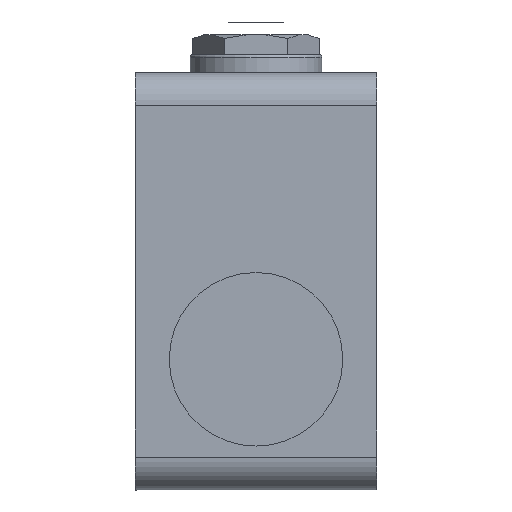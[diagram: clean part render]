
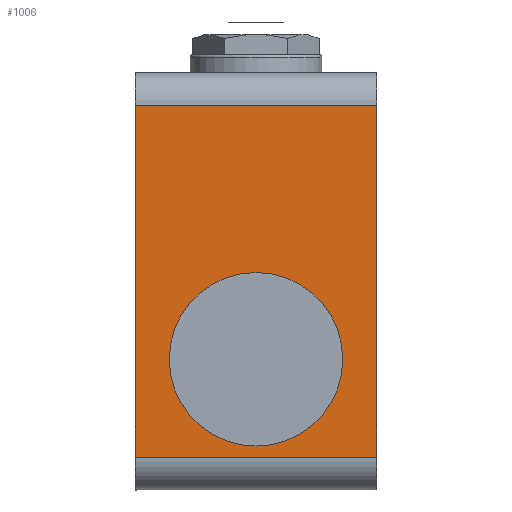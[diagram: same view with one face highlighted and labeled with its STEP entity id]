
A CAD part, front view. The second image highlights one B-rep face of the part: STEP entity #1006.
In plain terms, the highlighted planar face has unit normal (0, -1, 0).
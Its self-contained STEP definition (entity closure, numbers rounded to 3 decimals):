
#22=FACE_BOUND('',#160,.T.);
#62=PLANE('',#1102);
#96=FACE_OUTER_BOUND('',#159,.T.);
#159=EDGE_LOOP('',(#697,#698,#699,#700));
#160=EDGE_LOOP('',(#701));
#251=CIRCLE('',#1103,7.9);
#306=LINE('',#3503,#366);
#307=LINE('',#3505,#367);
#308=LINE('',#3507,#368);
#309=LINE('',#3508,#369);
#366=VECTOR('',#1255,10.);
#367=VECTOR('',#1256,10.);
#368=VECTOR('',#1257,10.);
#369=VECTOR('',#1258,10.);
#445=VERTEX_POINT('',#3501);
#446=VERTEX_POINT('',#3502);
#447=VERTEX_POINT('',#3504);
#448=VERTEX_POINT('',#3506);
#449=VERTEX_POINT('',#3509);
#543=EDGE_CURVE('',#445,#446,#306,.T.);
#544=EDGE_CURVE('',#446,#447,#307,.T.);
#545=EDGE_CURVE('',#447,#448,#308,.T.);
#546=EDGE_CURVE('',#448,#445,#309,.T.);
#547=EDGE_CURVE('',#449,#449,#251,.T.);
#697=ORIENTED_EDGE('',*,*,#543,.T.);
#698=ORIENTED_EDGE('',*,*,#544,.T.);
#699=ORIENTED_EDGE('',*,*,#545,.T.);
#700=ORIENTED_EDGE('',*,*,#546,.T.);
#701=ORIENTED_EDGE('',*,*,#547,.F.);
#1006=ADVANCED_FACE('',(#96,#22),#62,.F.);
#1102=AXIS2_PLACEMENT_3D('',#3500,#1253,#1254);
#1103=AXIS2_PLACEMENT_3D('',#3510,#1259,#1260);
#1253=DIRECTION('center_axis',(0.,1.,0.));
#1254=DIRECTION('ref_axis',(-1.,0.,0.));
#1255=DIRECTION('',(1.,0.,0.));
#1256=DIRECTION('',(0.,0.,1.));
#1257=DIRECTION('',(-1.,0.,0.));
#1258=DIRECTION('',(0.,0.,-1.));
#1259=DIRECTION('center_axis',(0.,-1.,0.));
#1260=DIRECTION('ref_axis',(-1.,0.,0.));
#3500=CARTESIAN_POINT('Origin',(0.,6.5,
7.101));
#3501=CARTESIAN_POINT('',(-11.,6.5,-8.899));
#3502=CARTESIAN_POINT('',(11.,6.5,-8.899));
#3503=CARTESIAN_POINT('',(5.5,6.5,-8.899));
#3504=CARTESIAN_POINT('',(11.,6.5,23.101));
#3505=CARTESIAN_POINT('',(11.,6.5,-11.899));
#3506=CARTESIAN_POINT('',(-11.,6.5,23.101));
#3507=CARTESIAN_POINT('',(5.5,6.5,23.101));
#3508=CARTESIAN_POINT('',(-11.,6.5,26.101));
#3509=CARTESIAN_POINT('',(7.9,6.5,0.));
#3510=CARTESIAN_POINT('Origin',(0.,6.5,0.));
